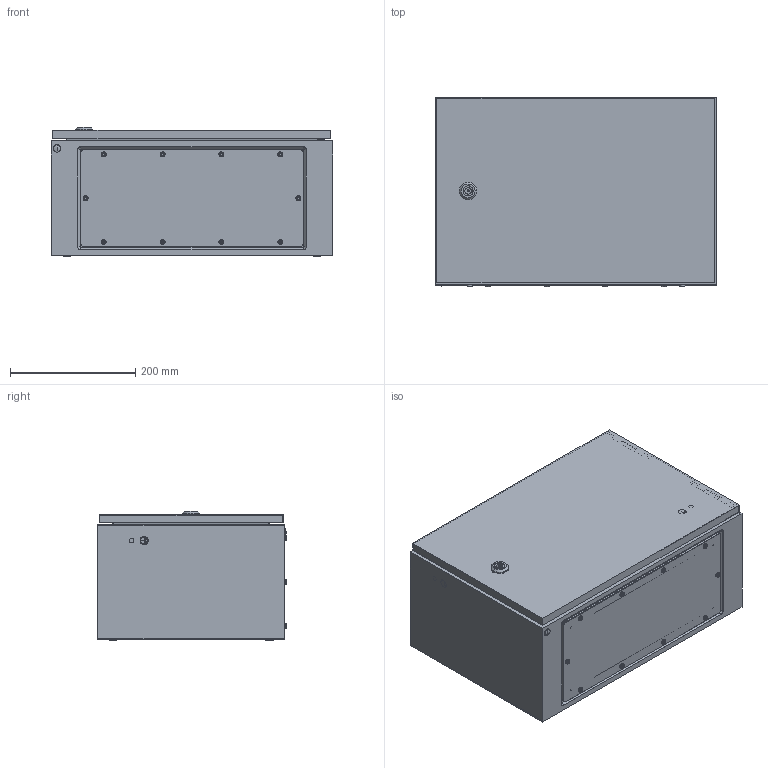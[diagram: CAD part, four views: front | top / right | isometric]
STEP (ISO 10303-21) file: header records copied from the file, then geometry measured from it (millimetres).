
FILE_DESCRIPTION (( 'STEP AP214' ), '1' );
FILE_NAME ('3331-4530-20-07.step', '2023-12-20T12:49:03', ( '' ), ( '' ), 'SwSTEP 2.0', 'SolidWorks 2019', '' );
FILE_SCHEMA (( 'AUTOMOTIVE_DESIGN' ));
Length unit declared in the file: millimetre
Products named in the file (5): 3331-4530-20-07; Korpus_wg_4530-20; Montageplattenbeipack_wg_4530; Kabeleinfuehrungsplatte_wg_3080-7035-12-27; Tuer_wg_3331-4530-00-97
Assembly tree (4 placements, depth 2):
  3331-4530-20-07
    Korpus_wg_4530-20
    Tuer_wg_3331-4530-00-97
    Kabeleinfuehrungsplatte_wg_3080-7035-12-27
    Montageplattenbeipack_wg_4530
Bounding box: 450 x 303.1 x 206.85 mm (x, y, z)
Volume: 932015.8 mm3; surface area: 1319339 mm2
Topology: 31 solids, 35 shells, 1414 faces, 3465 edges, 2223 vertices
Faces by surface type: plane 810, cylinder 388, cone 158, torus 24, sphere 18, bspline 16
Entity records: 58180 total; most frequent: CARTESIAN_POINT 16703, DIRECTION 7049, ORIENTED_EDGE 6914, EDGE_CURVE 3457, AXIS2_PLACEMENT_3D 2535, VERTEX_POINT 2223, VECTOR 1979, LINE 1979
